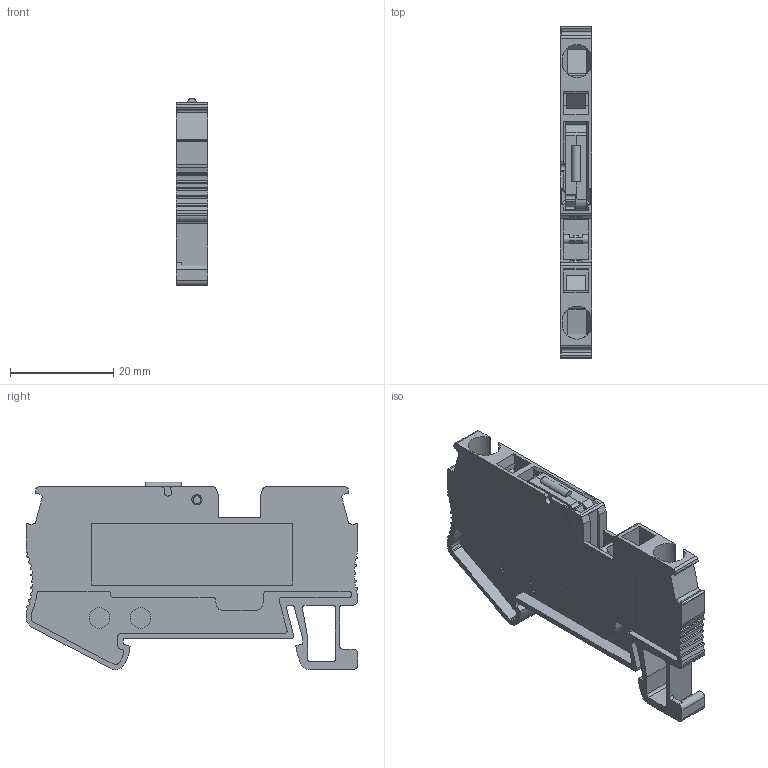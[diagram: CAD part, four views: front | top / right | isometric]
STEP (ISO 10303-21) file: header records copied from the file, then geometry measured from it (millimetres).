
FILE_DESCRIPTION(('STEP AP203'), '1');
FILE_NAME('MTS-4KS', '', ('UNSPECIFIED'), ('UNSPECIFIED'), 'C3D Converter', 'C3D Toolkit', '');
FILE_SCHEMA(('CONFIG_CONTROL_DESIGN'));
Length unit declared in the file: millimetre
Bounding box: 6.2 x 64.3 x 36.3 mm (x, y, z)
Volume: 5801.7 mm3; surface area: 9321.2 mm2
Topology: 1 solids, 3 shells, 720 faces, 2027 edges, 1331 vertices
Faces by surface type: plane 500, cylinder 172, bspline 31, cone 14, torus 3
Full cylindrical faces by diameter (mm): 1.9 x1, 2 x8, 4 x2
Entity records: 25743 total; most frequent: CARTESIAN_POINT 7350, ORIENTED_EDGE 4022, DIRECTION 3514, EDGE_CURVE 2011, LINE 1466, VECTOR 1466, VERTEX_POINT 1331, AXIS2_PLACEMENT_3D 1024
